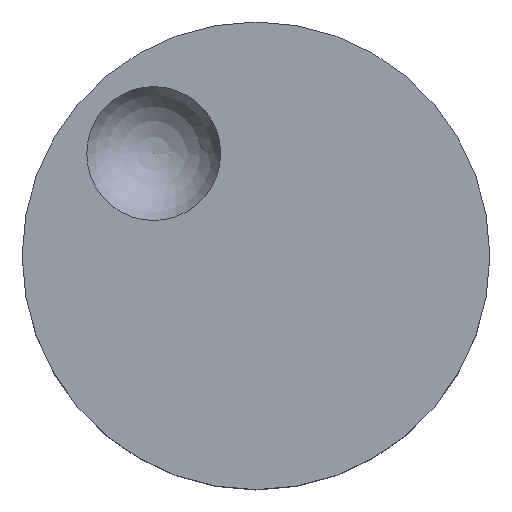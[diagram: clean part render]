
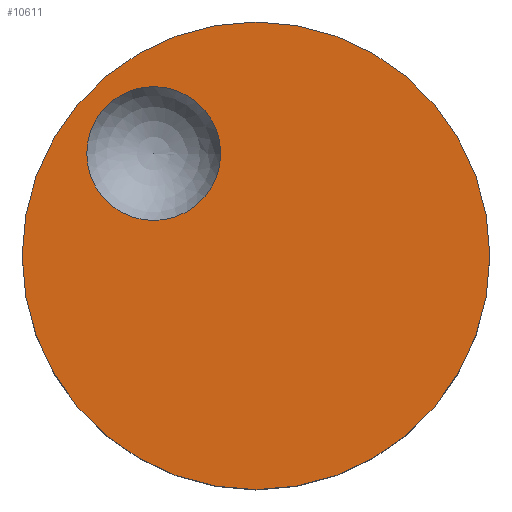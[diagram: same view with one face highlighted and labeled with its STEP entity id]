
A CAD part, top view. The second image highlights one B-rep face of the part: STEP entity #10611.
In plain terms, the highlighted planar face has unit normal (0, 0, 1).
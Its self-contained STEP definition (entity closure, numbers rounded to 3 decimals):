
#10539 = CYLINDRICAL_SURFACE('',#10540,16.);
#10540 = AXIS2_PLACEMENT_3D('',#10541,#10542,#10543);
#10541 = CARTESIAN_POINT('',(0.,0.,5.));
#10542 = DIRECTION('',(0.,0.,1.));
#10543 = DIRECTION('',(1.,0.,0.));
#10563 = VERTEX_POINT('',#10564);
#10564 = CARTESIAN_POINT('',(16.,0.,18.));
#10584 = EDGE_CURVE('',#10563,#10563,#10585,.T.);
#10585 = SURFACE_CURVE('',#10586,(#10591,#10598),.PCURVE_S1.);
#10586 = CIRCLE('',#10587,16.);
#10587 = AXIS2_PLACEMENT_3D('',#10588,#10589,#10590);
#10588 = CARTESIAN_POINT('',(0.,0.,18.));
#10589 = DIRECTION('',(0.,0.,1.));
#10590 = DIRECTION('',(1.,0.,0.));
#10591 = PCURVE('',#10539,#10592);
#10592 = DEFINITIONAL_REPRESENTATION('',(#10593),#10597);
#10593 = LINE('',#10594,#10595);
#10594 = CARTESIAN_POINT('',(0.,13.));
#10595 = VECTOR('',#10596,1.);
#10596 = DIRECTION('',(1.,0.));
#10597 = ( GEOMETRIC_REPRESENTATION_CONTEXT(2) 
PARAMETRIC_REPRESENTATION_CONTEXT() REPRESENTATION_CONTEXT('2D SPACE',''
  ) );
#10598 = PCURVE('',#10599,#10604);
#10599 = PLANE('',#10600);
#10600 = AXIS2_PLACEMENT_3D('',#10601,#10602,#10603);
#10601 = CARTESIAN_POINT('',(0.,0.,18.));
#10602 = DIRECTION('',(0.,0.,1.));
#10603 = DIRECTION('',(1.,0.,0.));
#10604 = DEFINITIONAL_REPRESENTATION('',(#10605),#10609);
#10605 = CIRCLE('',#10606,16.);
#10606 = AXIS2_PLACEMENT_2D('',#10607,#10608);
#10607 = CARTESIAN_POINT('',(0.,0.));
#10608 = DIRECTION('',(1.,0.));
#10609 = ( GEOMETRIC_REPRESENTATION_CONTEXT(2) 
PARAMETRIC_REPRESENTATION_CONTEXT() REPRESENTATION_CONTEXT('2D SPACE',''
  ) );
#10611 = ADVANCED_FACE('',(#10612,#10615),#10599,.T.);
#10612 = FACE_BOUND('',#10613,.T.);
#10613 = EDGE_LOOP('',(#10614));
#10614 = ORIENTED_EDGE('',*,*,#10584,.T.);
#10615 = FACE_BOUND('',#10616,.T.);
#10616 = EDGE_LOOP('',(#10617));
#10617 = ORIENTED_EDGE('',*,*,#10618,.F.);
#10618 = EDGE_CURVE('',#10619,#10619,#10621,.T.);
#10619 = VERTEX_POINT('',#10620);
#10620 = CARTESIAN_POINT('',(-2.417,7.,18.));
#10621 = SURFACE_CURVE('',#10622,(#10627,#10634),.PCURVE_S1.);
#10622 = CIRCLE('',#10623,4.583);
#10623 = AXIS2_PLACEMENT_3D('',#10624,#10625,#10626);
#10624 = CARTESIAN_POINT('',(-7.,7.,18.));
#10625 = DIRECTION('',(0.,0.,1.));
#10626 = DIRECTION('',(1.,0.,0.));
#10627 = PCURVE('',#10599,#10628);
#10628 = DEFINITIONAL_REPRESENTATION('',(#10629),#10633);
#10629 = CIRCLE('',#10630,4.583);
#10630 = AXIS2_PLACEMENT_2D('',#10631,#10632);
#10631 = CARTESIAN_POINT('',(-7.,7.));
#10632 = DIRECTION('',(1.,0.));
#10633 = ( GEOMETRIC_REPRESENTATION_CONTEXT(2) 
PARAMETRIC_REPRESENTATION_CONTEXT() REPRESENTATION_CONTEXT('2D SPACE',''
  ) );
#10634 = PCURVE('',#10635,#10640);
#10635 = SPHERICAL_SURFACE('',#10636,5.);
#10636 = AXIS2_PLACEMENT_3D('',#10637,#10638,#10639);
#10637 = CARTESIAN_POINT('',(-7.,7.,20.));
#10638 = DIRECTION('',(0.,0.,1.));
#10639 = DIRECTION('',(1.,0.,0.));
#10640 = DEFINITIONAL_REPRESENTATION('',(#10641),#10645);
#10641 = LINE('',#10642,#10643);
#10642 = CARTESIAN_POINT('',(0.,-0.412));
#10643 = VECTOR('',#10644,1.);
#10644 = DIRECTION('',(1.,0.));
#10645 = ( GEOMETRIC_REPRESENTATION_CONTEXT(2) 
PARAMETRIC_REPRESENTATION_CONTEXT() REPRESENTATION_CONTEXT('2D SPACE',''
  ) );
